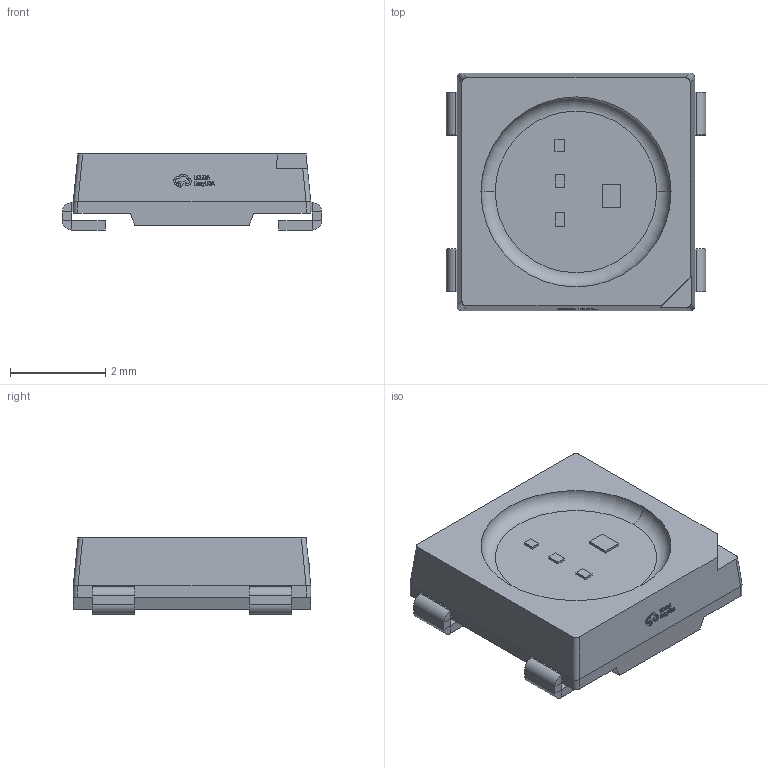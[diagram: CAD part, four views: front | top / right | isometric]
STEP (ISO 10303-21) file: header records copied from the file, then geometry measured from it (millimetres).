
FILE_DESCRIPTION (( 'STEP AP214' ), '1' );
FILE_NAME ('LED-SMD_4P-L5.0-W5.0-LS5.4-TL-1.step', '2022-07-08T12:19:12', ( '' ), ( '' ), 'SwSTEP 2.0', 'SolidWorks 2020', '' );
FILE_SCHEMA (( 'AUTOMOTIVE_DESIGN' ));
Length unit declared in the file: millimetre
Products named in the file (1): LED-SMD_4P-L5.0-W5.0-LS5.4-TL-1
Bounding box: 5.46 x 5 x 1.6 mm (x, y, z)
Volume: 30.7 mm3; surface area: 88.6 mm2
Topology: 1 solids, 1 shells, 406 faces, 1043 edges, 674 vertices
Faces by surface type: plane 276, bspline 112, cylinder 16, torus 2
Entity records: 17186 total; most frequent: CARTESIAN_POINT 4276, ORIENTED_EDGE 2086, DIRECTION 1415, EDGE_CURVE 1043, VECTOR 773, LINE 773, VERTEX_POINT 674, EDGE_LOOP 441
